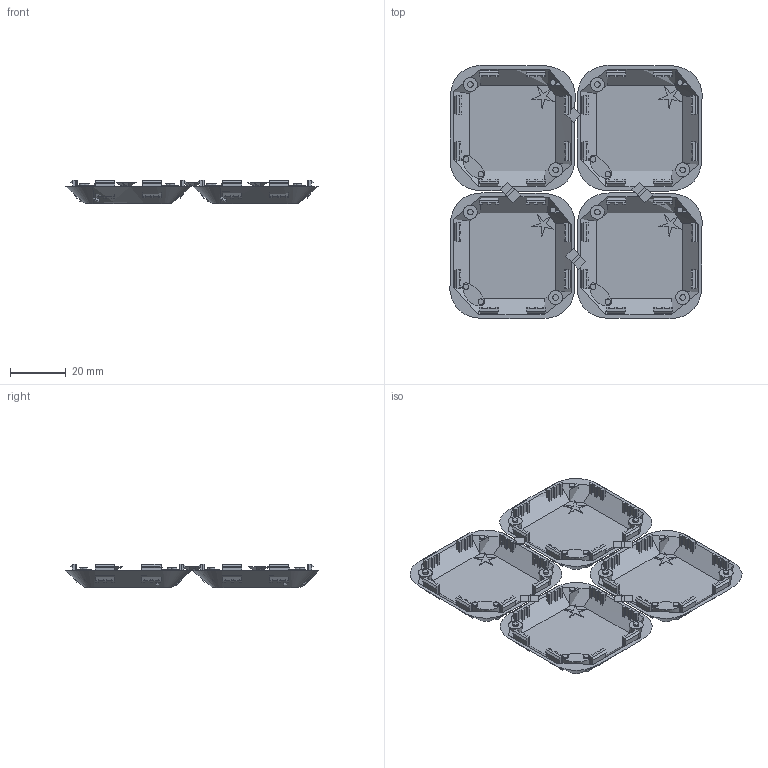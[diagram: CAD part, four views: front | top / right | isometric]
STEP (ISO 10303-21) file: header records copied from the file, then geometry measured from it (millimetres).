
FILE_DESCRIPTION(/* description */ (''),/* implementation_level */ '2;1');
FILE_NAME(/* name */ 'bottoms',/* time_stamp */ '2015-05-06T17:42:54-07:00',/* author */ (''),/* organization */ (''),/* preprocessor_version */ 'ST-DEVELOPER v15',/* originating_system */ '',/* authorisation */ '');
FILE_SCHEMA (('AUTOMOTIVE_DESIGN'));
Length unit declared in the file: inch
Products named in the file (2): Document; Bottom latch
Assembly tree (32 placements, depth 2):
  Document
    Bottom latch  x32
Bounding box: 90.74 x 91.33 x 8.41 mm (x, y, z)
Volume: 13608.8 mm3
Topology: 76 solids, 90 shells, 1142 faces, 2497 edges, 1448 vertices
Faces by surface type: bspline 816, plane 326
Entity records: 23723 total; most frequent: CARTESIAN_POINT 18385, ORIENTED_EDGE 1340, EDGE_CURVE 712, B_SPLINE_CURVE_WITH_KNOTS 488, VERTEX_POINT 456, EDGE_LOOP 340, ADVANCED_FACE 336, FACE_OUTER_BOUND 336
